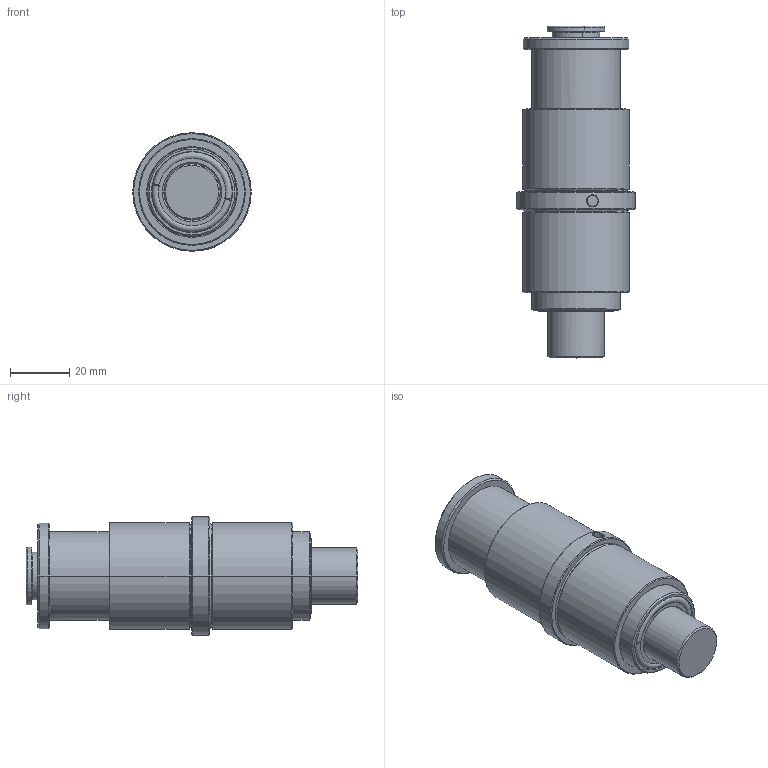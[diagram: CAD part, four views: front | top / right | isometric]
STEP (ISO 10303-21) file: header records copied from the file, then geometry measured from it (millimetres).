
FILE_DESCRIPTION (( 'STEP AP214' ), '1' );
FILE_NAME ('ae123036.stp', '2025-03-05T12:02:24', ( '' ), ( '' ), 'SwSTEP 2.0', 'SolidWorks 2021', '' );
FILE_SCHEMA (( 'AUTOMOTIVE_DESIGN' ));
Length unit declared in the file: millimetre
Products named in the file (11): 1MUELLE12_Comp. 8,7; 9AE123036; DIN6325 Ø4X35_Parallel Pin ISO 8734 - 4 x 35 - A - St; Junta; 9AE103036-3; 9AE123036-1; ae123036; 9AE103036-4; 9AE103036-2; 1BOLAØ2,3; 1CASQPULS-12L_Pulsador_12
Assembly tree (22 placements, depth 3):
  ae123036
    9AE123036
      9AE123036-1
      9AE103036-2
      9AE103036-3
      9AE103036-4
      DIN6325 Ø4X35_Parallel Pin ISO 8734 - 4 x 35 - A - St
      Junta
    1CASQPULS-12L_Pulsador_12
    1MUELLE12_Comp. 8,7
    1BOLAØ2,3  x12
    Junta
Bounding box: 40 x 112 x 40 mm (x, y, z)
Volume: 79628.2 mm3; surface area: 44303.5 mm2
Topology: 21 solids, 21 shells, 547 faces, 1471 edges, 938 vertices
Faces by surface type: plane 181, cylinder 174, cone 118, torus 48, sphere 24, bspline 2
Entity records: 18798 total; most frequent: CARTESIAN_POINT 5640, ORIENTED_EDGE 2758, DIRECTION 2608, EDGE_CURVE 1379, AXIS2_PLACEMENT_3D 1030, VERTEX_POINT 876, EDGE_LOOP 569, VECTOR 548
